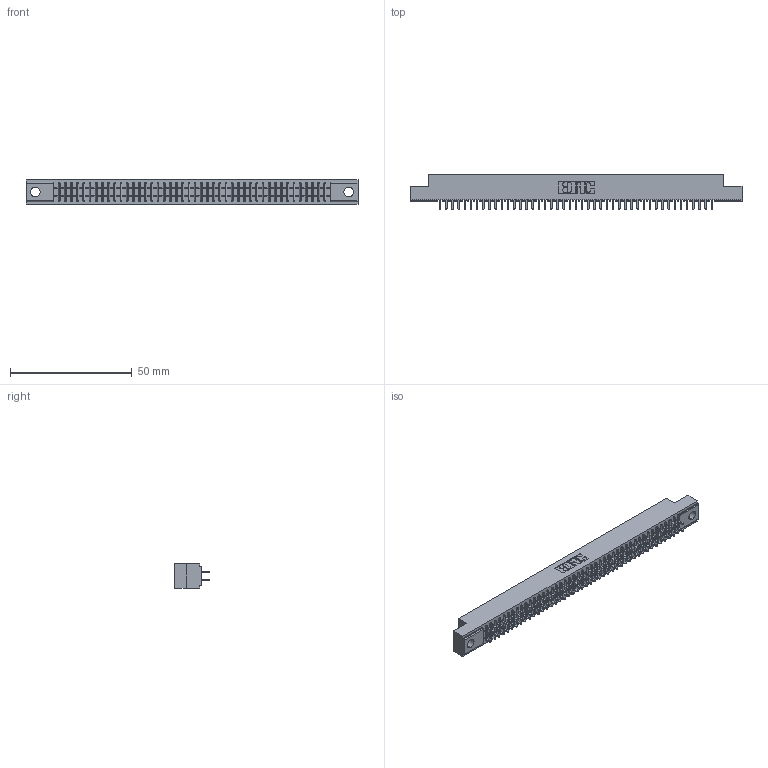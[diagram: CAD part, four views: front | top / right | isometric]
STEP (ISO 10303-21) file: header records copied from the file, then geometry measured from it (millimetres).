
FILE_DESCRIPTION (( 'STEP AP203' ), '1' );
FILE_NAME ('341-090-520-204.STEP', '2018-08-07T23:58:46', ( '' ), ( '' ), 'SwSTEP 2.0', 'SolidWorks 2016', '' );
FILE_SCHEMA (( 'CONFIG_CONTROL_DESIGN' ));
Length unit declared in the file: inch
Products named in the file (3): 341 Part_.156 (3.96) Dia Mounting Holes; 341-292-001_341-292-120; 341-090-520-204
Assembly tree (91 placements, depth 2):
  341-090-520-204
    341 Part_.156 (3.96) Dia Mounting Holes
    341-292-001_341-292-120  x90
Bounding box: 136.53 x 14.27 x 10.16 mm (x, y, z)
Volume: 9981.9 mm3; surface area: 17615.7 mm2
Topology: 91 solids, 91 shells, 6070 faces, 17587 edges, 11390 vertices
Faces by surface type: plane 3682, cylinder 2208, sphere 92, torus 88
Entity records: 54478 total; most frequent: CARTESIAN_POINT 9061, ORIENTED_EDGE 9002, DIRECTION 8783, EDGE_CURVE 4501, VECTOR 3647, LINE 3647, VERTEX_POINT 2846, AXIS2_PLACEMENT_3D 2568
